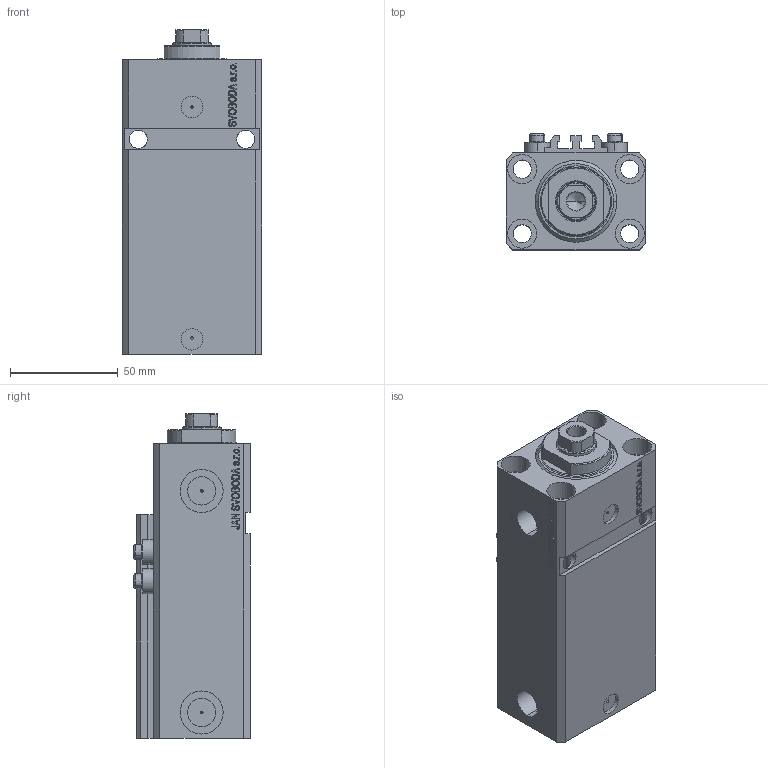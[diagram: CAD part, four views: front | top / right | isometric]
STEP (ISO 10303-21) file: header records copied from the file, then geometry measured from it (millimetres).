
FILE_DESCRIPTION (( 'STEP AP203' ), '1' );
FILE_NAME ('4fe2.STEP', '2022-04-09T16:57:03', ( '' ), ( '' ), 'SwSTEP 2.0', 'SolidWorks 2019', '' );
FILE_SCHEMA (( 'CONFIG_CONTROL_DESIGN' ));
Length unit declared in the file: millimetre
Products named in the file (5): 4fe2; V250CE_E_Body 8f5c44bc9807d2eb69a276a44b3c9454; ALLEN BOLT V250CE 8f5c44bc9807d2eb69a276a44b3c9454; V250CE_VC_E 8f5c44bc9807d2eb69a276a44b3c9454; V250CE_C_VCP 8f5c44bc9807d2eb69a276a44b3c9454
Assembly tree (7 placements, depth 2):
  4fe2
    V250CE_E_Body 8f5c44bc9807d2eb69a276a44b3c9454
    ALLEN BOLT V250CE 8f5c44bc9807d2eb69a276a44b3c9454  x4
    V250CE_C_VCP 8f5c44bc9807d2eb69a276a44b3c9454
    V250CE_VC_E 8f5c44bc9807d2eb69a276a44b3c9454
Bounding box: 65 x 54 x 150.9 mm (x, y, z)
Volume: 353953.3 mm3; surface area: 94631 mm2
Topology: 8 solids, 8 shells, 1067 faces, 2669 edges, 1732 vertices
Faces by surface type: plane 511, bspline 360, cylinder 126, cone 56, torus 14
Entity records: 47177 total; most frequent: CARTESIAN_POINT 25026, ORIENTED_EDGE 5028, DIRECTION 3252, EDGE_CURVE 2514, VERTEX_POINT 1648, LINE 1520, VECTOR 1520, EDGE_LOOP 1126
